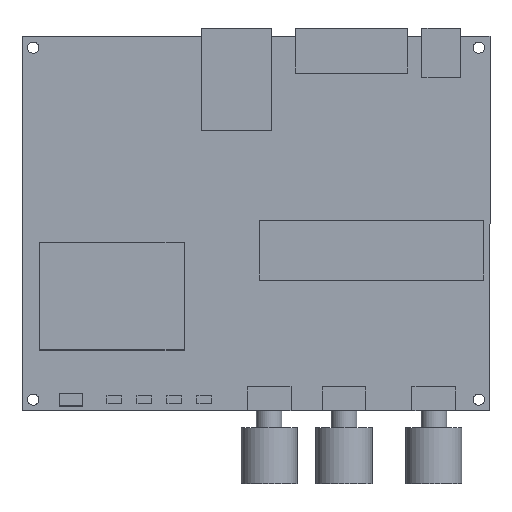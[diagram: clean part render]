
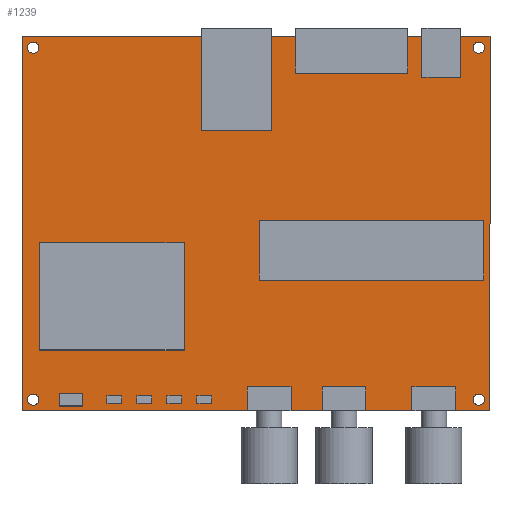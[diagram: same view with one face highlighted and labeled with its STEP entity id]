
A CAD part, top view. The second image highlights one B-rep face of the part: STEP entity #1239.
In plain terms, the highlighted planar face has unit normal (0, 0, 1).
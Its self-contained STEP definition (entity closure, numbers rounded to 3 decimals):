
#75=LINE('',#1846,#225);
#78=LINE('',#1852,#228);
#81=LINE('',#1858,#231);
#84=LINE('',#1862,#234);
#225=VECTOR('',#1504,10.);
#228=VECTOR('',#1509,10.);
#231=VECTOR('',#1514,10.);
#234=VECTOR('',#1519,10.);
#363=FACE_BOUND('',#472,.T.);
#364=FACE_BOUND('',#473,.T.);
#365=FACE_BOUND('',#474,.T.);
#366=FACE_BOUND('',#475,.T.);
#389=FACE_OUTER_BOUND('',#471,.T.);
#471=EDGE_LOOP('',(#891,#892,#893,#894));
#472=EDGE_LOOP('',(#895));
#473=EDGE_LOOP('',(#896));
#474=EDGE_LOOP('',(#897));
#475=EDGE_LOOP('',(#898));
#545=CIRCLE('',#1343,1.5);
#547=CIRCLE('',#1346,1.5);
#549=CIRCLE('',#1349,1.5);
#551=CIRCLE('',#1352,1.5);
#565=VERTEX_POINT('',#1816);
#567=VERTEX_POINT('',#1822);
#569=VERTEX_POINT('',#1828);
#571=VERTEX_POINT('',#1834);
#575=VERTEX_POINT('',#1843);
#576=VERTEX_POINT('',#1845);
#578=VERTEX_POINT('',#1851);
#580=VERTEX_POINT('',#1857);
#679=EDGE_CURVE('',#565,#565,#545,.T.);
#682=EDGE_CURVE('',#567,#567,#547,.T.);
#685=EDGE_CURVE('',#569,#569,#549,.T.);
#688=EDGE_CURVE('',#571,#571,#551,.T.);
#693=EDGE_CURVE('',#576,#575,#75,.T.);
#696=EDGE_CURVE('',#578,#576,#78,.T.);
#699=EDGE_CURVE('',#580,#578,#81,.T.);
#702=EDGE_CURVE('',#575,#580,#84,.T.);
#891=ORIENTED_EDGE('',*,*,#702,.T.);
#892=ORIENTED_EDGE('',*,*,#699,.T.);
#893=ORIENTED_EDGE('',*,*,#696,.T.);
#894=ORIENTED_EDGE('',*,*,#693,.T.);
#895=ORIENTED_EDGE('',*,*,#679,.T.);
#896=ORIENTED_EDGE('',*,*,#682,.T.);
#897=ORIENTED_EDGE('',*,*,#685,.T.);
#898=ORIENTED_EDGE('',*,*,#688,.T.);
#1159=PLANE('',#1358);
#1239=ADVANCED_FACE('',(#389,#363,#364,#365,#366),#1159,.T.);
#1343=AXIS2_PLACEMENT_3D('',#1817,#1474,#1475);
#1346=AXIS2_PLACEMENT_3D('',#1823,#1481,#1482);
#1349=AXIS2_PLACEMENT_3D('',#1829,#1488,#1489);
#1352=AXIS2_PLACEMENT_3D('',#1835,#1495,#1496);
#1358=AXIS2_PLACEMENT_3D('',#1863,#1520,#1521);
#1474=DIRECTION('center_axis',(0.,0.,-1.));
#1475=DIRECTION('ref_axis',(-1.,0.,0.));
#1481=DIRECTION('center_axis',(0.,0.,-1.));
#1482=DIRECTION('ref_axis',(-1.,0.,0.));
#1488=DIRECTION('center_axis',(0.,0.,-1.));
#1489=DIRECTION('ref_axis',(-1.,0.,0.));
#1495=DIRECTION('center_axis',(0.,0.,-1.));
#1496=DIRECTION('ref_axis',(-1.,0.,0.));
#1504=DIRECTION('',(0.,1.,0.));
#1509=DIRECTION('',(1.,0.,0.));
#1514=DIRECTION('',(0.,-1.,0.));
#1519=DIRECTION('',(-1.,0.,0.));
#1520=DIRECTION('center_axis',(0.,0.,1.));
#1521=DIRECTION('ref_axis',(1.,0.,0.));
#1816=CARTESIAN_POINT('',(61.,47.,1.6));
#1817=CARTESIAN_POINT('Origin',(59.5,47.,1.6));
#1822=CARTESIAN_POINT('',(61.,-47.,1.6));
#1823=CARTESIAN_POINT('Origin',(59.5,-47.,1.6));
#1828=CARTESIAN_POINT('',(-58.,47.,1.6));
#1829=CARTESIAN_POINT('Origin',(-59.5,47.,1.6));
#1834=CARTESIAN_POINT('',(-58.,-47.,1.6));
#1835=CARTESIAN_POINT('Origin',(-59.5,-47.,1.6));
#1843=CARTESIAN_POINT('',(62.5,50.,1.6));
#1845=CARTESIAN_POINT('',(62.5,-50.,1.6));
#1846=CARTESIAN_POINT('',(62.5,50.,1.6));
#1851=CARTESIAN_POINT('',(-62.5,-50.,1.6));
#1852=CARTESIAN_POINT('',(62.5,-50.,1.6));
#1857=CARTESIAN_POINT('',(-62.5,50.,1.6));
#1858=CARTESIAN_POINT('',(-62.5,-50.,1.6));
#1862=CARTESIAN_POINT('',(-62.5,50.,1.6));
#1863=CARTESIAN_POINT('Origin',(0.,0.,1.6));
